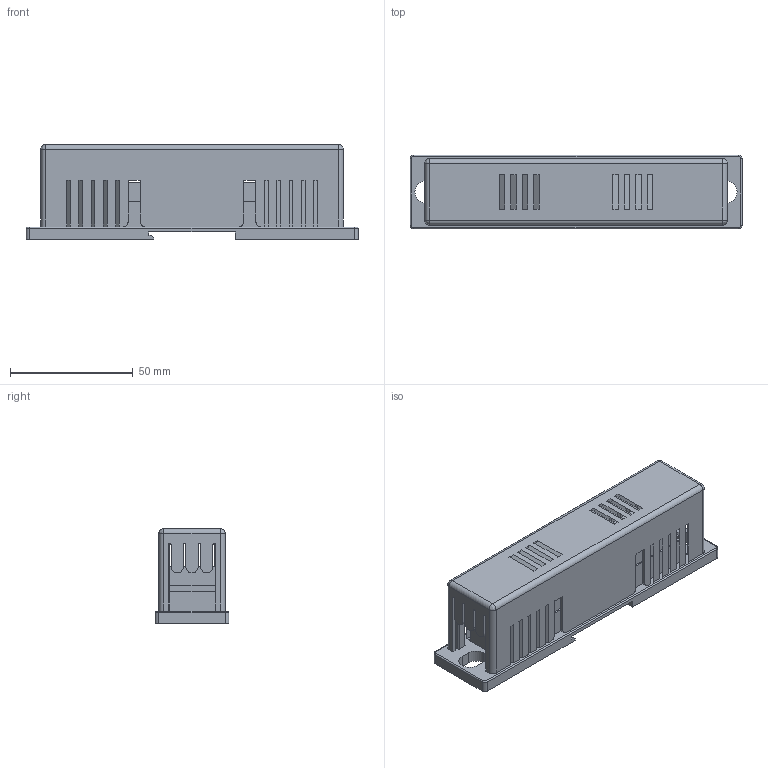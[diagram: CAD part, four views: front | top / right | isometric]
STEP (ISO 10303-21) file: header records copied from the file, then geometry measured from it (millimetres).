
FILE_DESCRIPTION (( 'STEP AP214' ), '1' );
FILE_NAME ('YN01-06505WL2000ST.STEP', '2025-02-17T18:55:49', ( '' ), ( '' ), 'SwSTEP 2.0', 'SolidWorks 2021', '' );
FILE_SCHEMA (( 'AUTOMOTIVE_DESIGN' ));
Length unit declared in the file: inch
Products named in the file (1): YN01-06505WL2000ST
Bounding box: 135 x 30 x 38.5 mm (x, y, z)
Volume: 39873.4 mm3; surface area: 45600.7 mm2
Topology: 2 solids, 6 shells, 505 faces, 1445 edges, 918 vertices
Faces by surface type: plane 326, cylinder 143, bspline 20, cone 16
Entity records: 16576 total; most frequent: CARTESIAN_POINT 3193, ORIENTED_EDGE 2866, DIRECTION 2695, EDGE_CURVE 1433, VECTOR 1119, LINE 1119, VERTEX_POINT 918, AXIS2_PLACEMENT_3D 788
